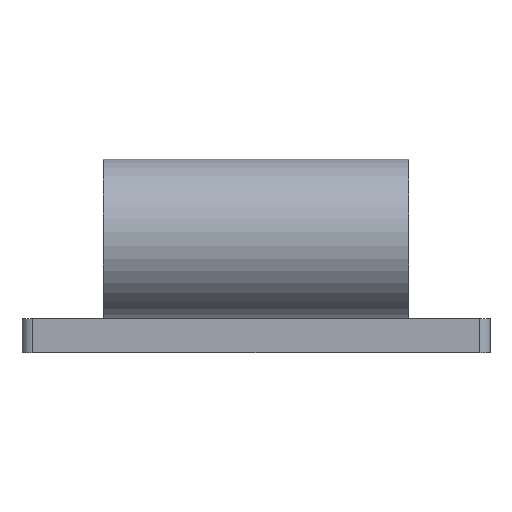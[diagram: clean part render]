
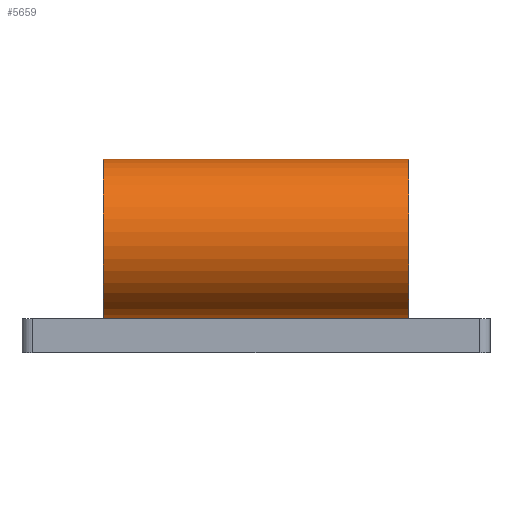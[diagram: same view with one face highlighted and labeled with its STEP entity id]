
A CAD part, front view. The second image highlights one B-rep face of the part: STEP entity #5659.
In plain terms, the highlighted cylindrical face has radius 3.75 mm (diameter 7.501 mm), a partial arc.
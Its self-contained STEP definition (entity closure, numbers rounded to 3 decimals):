
#5634 = VERTEX_POINT('',#5635);
#5635 = CARTESIAN_POINT('',(-3.75,-14.35,-2.85));
#5641 = EDGE_CURVE('',#5642,#5634,#5644,.T.);
#5642 = VERTEX_POINT('',#5643);
#5643 = CARTESIAN_POINT('',(-3.75,0.,-2.85));
#5644 = LINE('',#5645,#5646);
#5645 = CARTESIAN_POINT('',(-3.75,0.,-2.85));
#5646 = VECTOR('',#5647,1.);
#5647 = DIRECTION('',(0.,-1.,0.));
#5659 = ADVANCED_FACE('',(#5660),#5687,.T.);
#5660 = FACE_BOUND('',#5661,.T.);
#5661 = EDGE_LOOP('',(#5662,#5671,#5679,#5686));
#5662 = ORIENTED_EDGE('',*,*,#5663,.T.);
#5663 = EDGE_CURVE('',#5642,#5664,#5666,.T.);
#5664 = VERTEX_POINT('',#5665);
#5665 = CARTESIAN_POINT('',(3.75,0.,-2.85));
#5666 = CIRCLE('',#5667,3.75);
#5667 = AXIS2_PLACEMENT_3D('',#5668,#5669,#5670);
#5668 = CARTESIAN_POINT('',(0.,0.,-2.9));
#5669 = DIRECTION('',(0.,-1.,0.));
#5670 = DIRECTION('',(1.,0.,0.));
#5671 = ORIENTED_EDGE('',*,*,#5672,.T.);
#5672 = EDGE_CURVE('',#5664,#5673,#5675,.T.);
#5673 = VERTEX_POINT('',#5674);
#5674 = CARTESIAN_POINT('',(3.75,-14.35,-2.85));
#5675 = LINE('',#5676,#5677);
#5676 = CARTESIAN_POINT('',(3.75,0.,-2.85));
#5677 = VECTOR('',#5678,1.);
#5678 = DIRECTION('',(0.,-1.,0.));
#5679 = ORIENTED_EDGE('',*,*,#5680,.F.);
#5680 = EDGE_CURVE('',#5634,#5673,#5681,.T.);
#5681 = CIRCLE('',#5682,3.75);
#5682 = AXIS2_PLACEMENT_3D('',#5683,#5684,#5685);
#5683 = CARTESIAN_POINT('',(0.,-14.35,-2.9));
#5684 = DIRECTION('',(0.,-1.,0.));
#5685 = DIRECTION('',(1.,0.,0.));
#5686 = ORIENTED_EDGE('',*,*,#5641,.F.);
#5687 = CYLINDRICAL_SURFACE('',#5688,3.75);
#5688 = AXIS2_PLACEMENT_3D('',#5689,#5690,#5691);
#5689 = CARTESIAN_POINT('',(0.,0.,-2.9));
#5690 = DIRECTION('',(0.,1.,0.));
#5691 = DIRECTION('',(1.,0.,0.));
